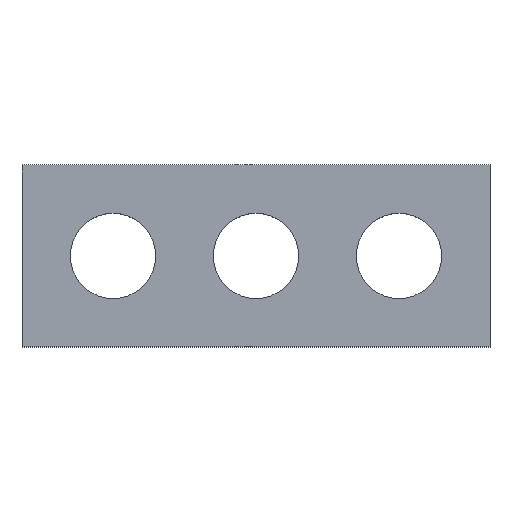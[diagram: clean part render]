
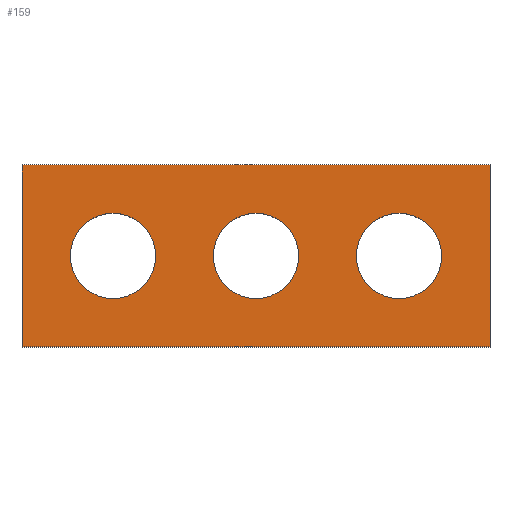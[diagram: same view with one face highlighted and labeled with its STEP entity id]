
A CAD part, top view. The second image highlights one B-rep face of the part: STEP entity #159.
In plain terms, the highlighted planar face has unit normal (0, 0, 1).
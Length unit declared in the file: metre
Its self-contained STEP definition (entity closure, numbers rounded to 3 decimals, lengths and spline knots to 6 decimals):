
#15=CIRCLE('',#182,0.005207);
#16=CIRCLE('',#183,0.005207);
#17=CIRCLE('',#184,0.005207);
#37=ORIENTED_EDGE('',*,*,#69,.T.);
#38=ORIENTED_EDGE('',*,*,#70,.T.);
#39=ORIENTED_EDGE('',*,*,#71,.T.);
#40=ORIENTED_EDGE('',*,*,#59,.F.);
#41=ORIENTED_EDGE('',*,*,#63,.T.);
#42=ORIENTED_EDGE('',*,*,#66,.T.);
#43=ORIENTED_EDGE('',*,*,#68,.F.);
#59=EDGE_CURVE('',#77,#78,#91,.T.);
#63=EDGE_CURVE('',#77,#80,#95,.T.);
#66=EDGE_CURVE('',#80,#82,#98,.T.);
#68=EDGE_CURVE('',#78,#82,#100,.T.);
#69=EDGE_CURVE('',#83,#83,#15,.F.);
#70=EDGE_CURVE('',#84,#84,#16,.F.);
#71=EDGE_CURVE('',#85,#85,#17,.F.);
#77=VERTEX_POINT('',#242);
#78=VERTEX_POINT('',#244);
#80=VERTEX_POINT('',#250);
#82=VERTEX_POINT('',#256);
#83=VERTEX_POINT('',#263);
#84=VERTEX_POINT('',#265);
#85=VERTEX_POINT('',#267);
#91=LINE('',#243,#103);
#95=LINE('',#251,#107);
#98=LINE('',#257,#110);
#100=LINE('',#260,#112);
#103=VECTOR('',#198,1.);
#107=VECTOR('',#204,1.);
#110=VECTOR('',#209,1.);
#112=VECTOR('',#213,1.);
#117=EDGE_LOOP('',(#37));
#118=EDGE_LOOP('',(#38));
#119=EDGE_LOOP('',(#39));
#120=EDGE_LOOP('',(#40,#41,#42,#43));
#135=FACE_BOUND('',#117,.T.);
#136=FACE_BOUND('',#118,.T.);
#137=FACE_BOUND('',#119,.T.);
#138=FACE_BOUND('',#120,.T.);
#153=PLANE('',#181);
#159=ADVANCED_FACE('',(#135,#136,#137,#138),#153,.T.);
#181=AXIS2_PLACEMENT_3D('',#261,#214,#215);
#182=AXIS2_PLACEMENT_3D('',#262,#216,#217);
#183=AXIS2_PLACEMENT_3D('',#264,#218,#219);
#184=AXIS2_PLACEMENT_3D('',#266,#220,#221);
#198=DIRECTION('',(-1.,0.,0.));
#204=DIRECTION('',(0.,1.,0.));
#209=DIRECTION('',(-1.,0.,0.));
#213=DIRECTION('',(0.,1.,0.));
#214=DIRECTION('',(0.,0.,1.));
#215=DIRECTION('',(1.,0.,0.));
#216=DIRECTION('',(0.,0.,1.));
#217=DIRECTION('',(1.,0.,0.));
#218=DIRECTION('',(0.,0.,1.));
#219=DIRECTION('',(1.,0.,0.));
#220=DIRECTION('',(0.,0.,1.));
#221=DIRECTION('',(1.,0.,0.));
#242=CARTESIAN_POINT('',(0.028575,-0.011113,0.005));
#243=CARTESIAN_POINT('',(0.,-0.011113,0.005));
#244=CARTESIAN_POINT('',(-0.028575,-0.011113,0.005));
#250=CARTESIAN_POINT('',(0.028575,0.011113,0.005));
#251=CARTESIAN_POINT('',(0.028575,0.,0.005));
#256=CARTESIAN_POINT('',(-0.028575,0.011113,0.005));
#257=CARTESIAN_POINT('',(0.,0.011113,0.005));
#260=CARTESIAN_POINT('',(-0.028575,0.,0.005));
#261=CARTESIAN_POINT('',(0.,0.,0.005));
#262=CARTESIAN_POINT('',(-0.017463,0.,0.005));
#263=CARTESIAN_POINT('',(-0.012256,0.,0.005));
#264=CARTESIAN_POINT('',(0.,0.,0.005));
#265=CARTESIAN_POINT('',(0.005207,0.,0.005));
#266=CARTESIAN_POINT('',(0.017463,0.,0.005));
#267=CARTESIAN_POINT('',(0.02267,0.,0.005));
